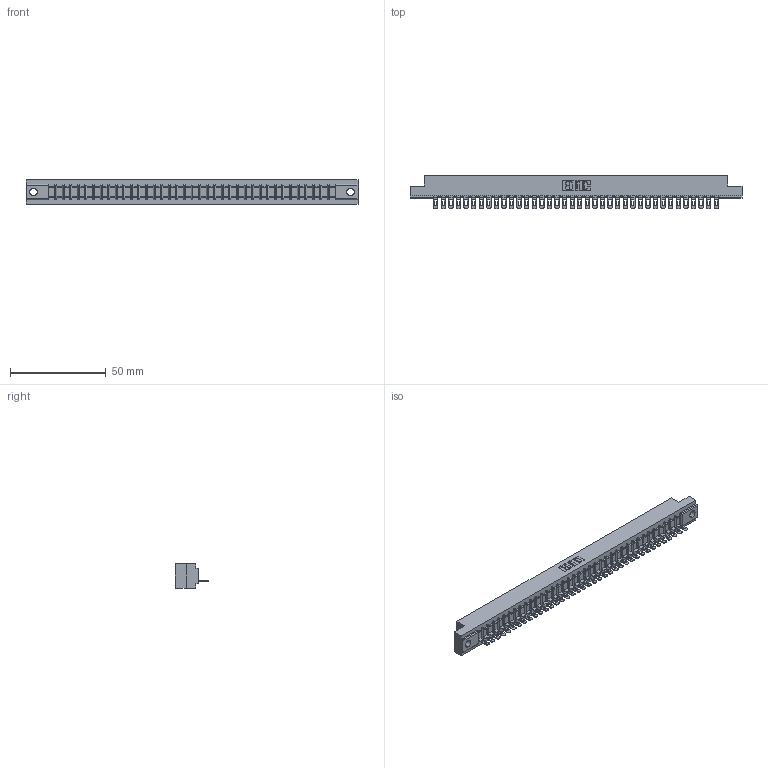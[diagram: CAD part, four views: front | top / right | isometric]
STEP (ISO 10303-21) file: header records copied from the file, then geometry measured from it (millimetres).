
FILE_DESCRIPTION (( 'STEP AP203' ), '1' );
FILE_NAME ('307-038-501-104.STEP', '2018-08-05T11:04:11', ( '' ), ( '' ), 'SwSTEP 2.0', 'SolidWorks 2016', '' );
FILE_SCHEMA (( 'CONFIG_CONTROL_DESIGN' ));
Length unit declared in the file: inch
Products named in the file (3): 307 Part_.156 Dia Mounting Holes; 307-290-002_501; 307-038-501-104
Assembly tree (39 placements, depth 2):
  307-038-501-104
    307 Part_.156 Dia Mounting Holes
    307-290-002_501  x38
Bounding box: 173.58 x 17.42 x 12.7 mm (x, y, z)
Volume: 18473 mm3; surface area: 23232 mm2
Topology: 39 solids, 39 shells, 3059 faces, 9403 edges, 6162 vertices
Faces by surface type: plane 1756, cylinder 1225, sphere 78
Entity records: 34282 total; most frequent: CARTESIAN_POINT 5786, ORIENTED_EDGE 5774, DIRECTION 5619, EDGE_CURVE 2887, LINE 2213, VECTOR 2213, VERTEX_POINT 1870, AXIS2_PLACEMENT_3D 1703
